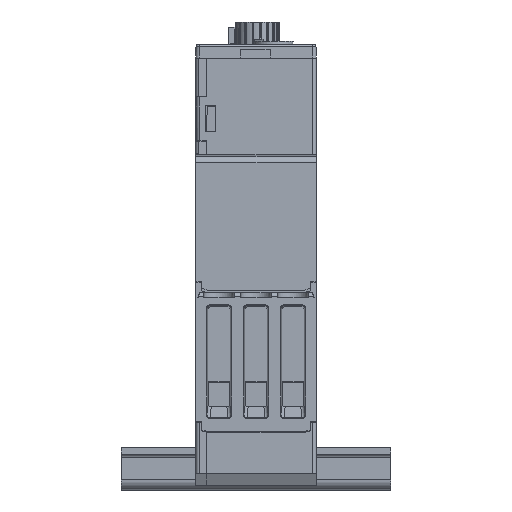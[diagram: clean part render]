
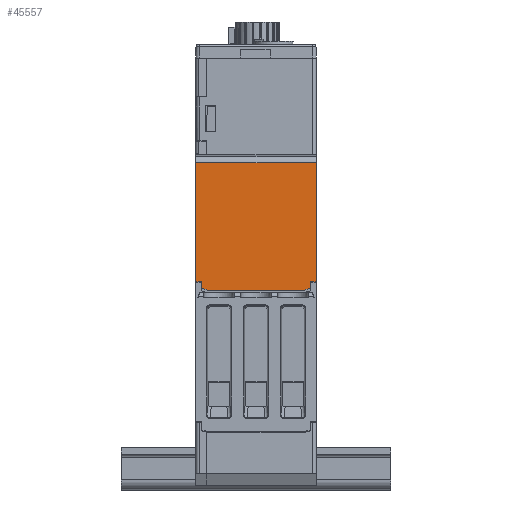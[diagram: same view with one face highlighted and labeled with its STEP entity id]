
A CAD part, left-side view. The second image highlights one B-rep face of the part: STEP entity #45557.
In plain terms, the highlighted face is planar.
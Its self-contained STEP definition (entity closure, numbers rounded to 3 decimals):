
#15602=ORIENTED_EDGE('',*,*,#22422,.T.);
#15603=ORIENTED_EDGE('',*,*,#22502,.T.);
#15604=ORIENTED_EDGE('',*,*,#22413,.F.);
#15605=ORIENTED_EDGE('',*,*,#22491,.F.);
#15606=ORIENTED_EDGE('',*,*,#22429,.T.);
#15607=ORIENTED_EDGE('',*,*,#22405,.F.);
#15608=ORIENTED_EDGE('',*,*,#22402,.F.);
#15609=ORIENTED_EDGE('',*,*,#22398,.F.);
#15610=ORIENTED_EDGE('',*,*,#22438,.T.);
#15611=ORIENTED_EDGE('',*,*,#22469,.T.);
#22398=EDGE_CURVE('',#26704,#26705,#31172,.T.);
#22402=EDGE_CURVE('',#26705,#26708,#31176,.T.);
#22405=EDGE_CURVE('',#26708,#26710,#31179,.T.);
#22413=EDGE_CURVE('',#26716,#26717,#31187,.T.);
#22422=EDGE_CURVE('',#26726,#26725,#31194,.T.);
#22429=EDGE_CURVE('',#26732,#26710,#31201,.F.);
#22438=EDGE_CURVE('',#26704,#26737,#31210,.F.);
#22469=EDGE_CURVE('',#26737,#26726,#31236,.T.);
#22491=EDGE_CURVE('',#26732,#26716,#31254,.T.);
#22502=EDGE_CURVE('',#26725,#26717,#31265,.F.);
#26704=VERTEX_POINT('',#82292);
#26705=VERTEX_POINT('',#82293);
#26708=VERTEX_POINT('',#82301);
#26710=VERTEX_POINT('',#82307);
#26716=VERTEX_POINT('',#82323);
#26717=VERTEX_POINT('',#82324);
#26725=VERTEX_POINT('',#82341);
#26726=VERTEX_POINT('',#82343);
#26732=VERTEX_POINT('',#82357);
#26737=VERTEX_POINT('',#82373);
#31172=LINE('',#82291,#35710);
#31176=LINE('',#82300,#35714);
#31179=LINE('',#82306,#35717);
#31187=LINE('',#82322,#35725);
#31194=LINE('',#82342,#35732);
#31201=LINE('',#82356,#35739);
#31210=LINE('',#82374,#35748);
#31236=LINE('',#82437,#35774);
#31254=LINE('',#82478,#35792);
#31265=LINE('',#82495,#35803);
#35710=VECTOR('',#62645,1000.);
#35714=VECTOR('',#62651,1000.);
#35717=VECTOR('',#62656,1000.);
#35725=VECTOR('',#62668,1000.);
#35732=VECTOR('',#62681,1000.);
#35739=VECTOR('',#62690,1000.);
#35748=VECTOR('',#62705,1000.);
#35774=VECTOR('',#62763,1000.);
#35792=VECTOR('',#62803,1000.);
#35803=VECTOR('',#62826,1000.);
#38718=EDGE_LOOP('',(#15602,#15603,#15604,#15605,#15606,#15607,#15608,#15609,
#15610,#15611));
#41498=FACE_BOUND('',#38718,.T.);
#43039=PLANE('',#50745);
#45557=ADVANCED_FACE('',(#41498),#43039,.F.);
#50745=AXIS2_PLACEMENT_3D('',#82494,#62824,#62825);
#62645=DIRECTION('',(0.,-0.894,-0.447));
#62651=DIRECTION('',(0.,-1.,0.));
#62656=DIRECTION('',(0.,-0.894,0.447));
#62668=DIRECTION('',(0.,0.,1.));
#62681=DIRECTION('',(0.,0.,1.));
#62690=DIRECTION('',(0.,-0.026,1.));
#62705=DIRECTION('',(0.,-0.026,-1.));
#62763=DIRECTION('',(0.,1.,0.));
#62803=DIRECTION('',(0.,-1.,0.));
#62824=DIRECTION('',(-1.,0.,0.));
#62825=DIRECTION('',(0.,0.,1.));
#62826=DIRECTION('',(0.,1.,0.));
#82291=CARTESIAN_POINT('',(5.55,8.095,-9.08));
#82292=CARTESIAN_POINT('',(5.55,8.074,-9.091));
#82293=CARTESIAN_POINT('',(5.55,7.095,-9.58));
#82300=CARTESIAN_POINT('',(5.55,21.004,-9.58));
#82301=CARTESIAN_POINT('',(5.55,-7.105,-9.58));
#82306=CARTESIAN_POINT('',(5.55,-7.105,-9.58));
#82307=CARTESIAN_POINT('',(5.55,-8.074,-9.095));
#82322=CARTESIAN_POINT('',(5.55,-8.95,-10.6));
#82323=CARTESIAN_POINT('',(5.55,-8.95,-8.23));
#82324=CARTESIAN_POINT('',(5.55,-8.95,9.45));
#82341=CARTESIAN_POINT('',(5.55,8.95,9.45));
#82342=CARTESIAN_POINT('',(5.55,8.95,-10.6));
#82343=CARTESIAN_POINT('',(5.55,8.95,-8.23));
#82356=CARTESIAN_POINT('',(5.55,-8.04,-10.376));
#82357=CARTESIAN_POINT('',(5.55,-8.097,-8.23));
#82373=CARTESIAN_POINT('',(5.55,8.097,-8.23));
#82374=CARTESIAN_POINT('',(5.55,8.028,-10.845));
#82437=CARTESIAN_POINT('',(5.55,8.1,-8.23));
#82478=CARTESIAN_POINT('',(5.55,-8.1,-8.23));
#82494=CARTESIAN_POINT('',(5.55,-8.95,-10.6));
#82495=CARTESIAN_POINT('',(5.55,-8.95,9.45));
